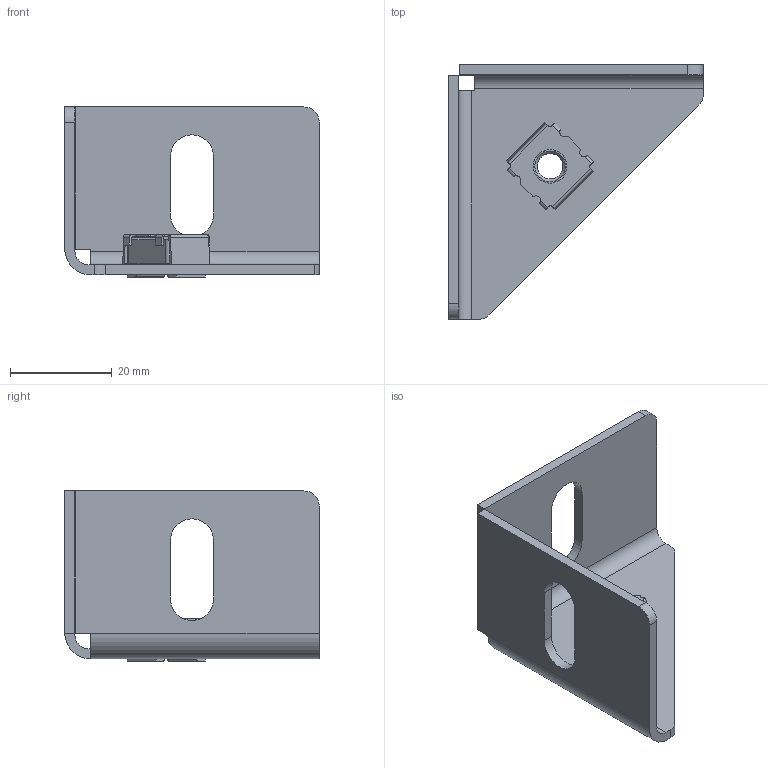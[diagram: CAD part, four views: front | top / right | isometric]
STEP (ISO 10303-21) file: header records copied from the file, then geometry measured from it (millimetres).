
FILE_DESCRIPTION(('Creo Elements/Direct Modeling STEP Export'),'2;1');
FILE_NAME('44.0203.1_Eckwinkel-MMS-44-55_50x50-Langloch-quer-chem-vernickelt.stp','2022-03-21T 8:58:21',(''),(''),'PTC Creo Elements/Direct Modeling STEP processor for AP214 (Solid Model)','PTC Creo Elements/Direct Modeling 19.0C 15-Aug-2015 (C) Parametric Technology GmbH','');
FILE_SCHEMA(('AUTOMOTIVE_DESIGN { 1 0 10303 214 1 1 1 1 }'));
Length unit declared in the file: millimetre
Products named in the file (3): Käfigmutter_M6-R-095-27-17-27-Q9.3_28454_PX173428; Eckwinkel-MMS-44-55_50x50-Langloch-quer-chem-vernickelt_96.4126_PX17348
4; Mittelwinkel-MMS-44-55_50x50-Langloch-quer-chem-vernickelt_44.0203.1_PX
173485
Assembly tree (2 placements, depth 2):
  Mittelwinkel-MMS-44-55_50x50-Langloch-quer-chem-vernickelt_44.0203.1_PX
173485
    Eckwinkel-MMS-44-55_50x50-Langloch-quer-chem-vernickelt_96.4126_PX17348
4
    Käfigmutter_M6-R-095-27-17-27-Q9.3_28454_PX173428
Bounding box: 50 x 50 x 33.45 mm (x, y, z)
Volume: 8507.4 mm3; surface area: 10004.1 mm2
Topology: 2 solids, 2 shells, 149 faces, 425 edges, 278 vertices
Faces by surface type: plane 85, cylinder 60, cone 4
Entity records: 5641 total; most frequent: CARTESIAN_POINT 1397, DIRECTION 856, ORIENTED_EDGE 850, EDGE_CURVE 425, AXIS2_PLACEMENT_3D 286, VECTOR 284, LINE 284, VERTEX_POINT 278
